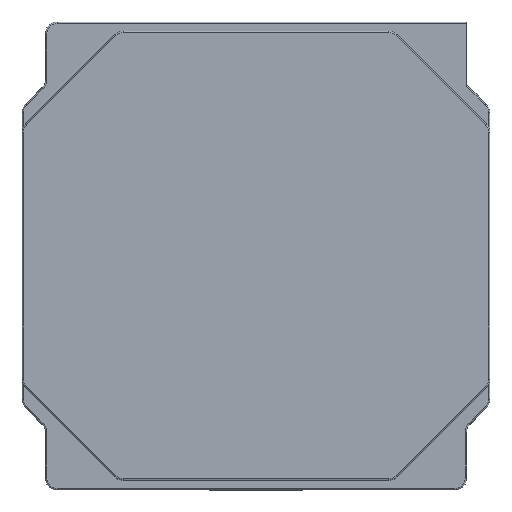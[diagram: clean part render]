
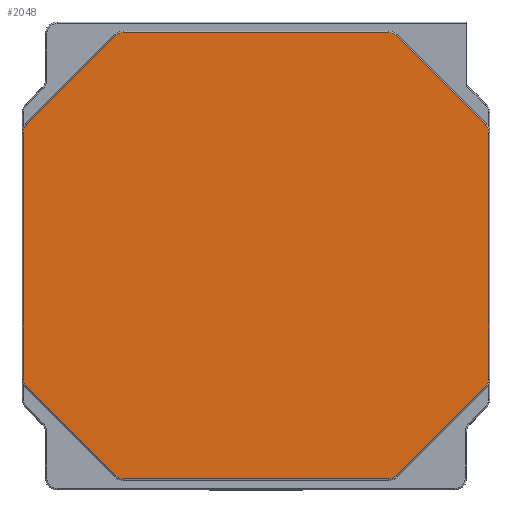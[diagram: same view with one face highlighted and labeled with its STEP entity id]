
A CAD part, top view. The second image highlights one B-rep face of the part: STEP entity #2048.
In plain terms, the highlighted planar face has unit normal (0, 0, 1).
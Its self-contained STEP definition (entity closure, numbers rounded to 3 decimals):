
#32=PLANE('',#2222);
#79=LINE('',#3089,#248);
#81=LINE('',#3101,#250);
#83=LINE('',#3113,#252);
#85=LINE('',#3125,#254);
#87=LINE('',#3137,#256);
#89=LINE('',#3149,#258);
#91=LINE('',#3161,#260);
#92=LINE('',#3169,#261);
#248=VECTOR('',#2426,10.);
#250=VECTOR('',#2440,10.);
#252=VECTOR('',#2454,10.);
#254=VECTOR('',#2468,10.);
#256=VECTOR('',#2482,10.);
#258=VECTOR('',#2496,10.);
#260=VECTOR('',#2510,10.);
#261=VECTOR('',#2521,10.);
#487=FACE_OUTER_BOUND('',#611,.T.);
#611=EDGE_LOOP('',(#1421,#1422,#1423,#1424,#1425,#1426,#1427,#1428,#1429,
#1430,#1431,#1432,#1433,#1434,#1435,#1436));
#713=CIRCLE('',#2164,0.175);
#719=CIRCLE('',#2172,0.175);
#723=CIRCLE('',#2178,0.175);
#727=CIRCLE('',#2184,0.175);
#731=CIRCLE('',#2190,0.175);
#735=CIRCLE('',#2196,0.175);
#739=CIRCLE('',#2202,0.175);
#743=CIRCLE('',#2208,0.175);
#835=VERTEX_POINT('',#3077);
#836=VERTEX_POINT('',#3079);
#838=VERTEX_POINT('',#3085);
#840=VERTEX_POINT('',#3091);
#842=VERTEX_POINT('',#3097);
#844=VERTEX_POINT('',#3103);
#846=VERTEX_POINT('',#3109);
#848=VERTEX_POINT('',#3115);
#850=VERTEX_POINT('',#3121);
#852=VERTEX_POINT('',#3127);
#854=VERTEX_POINT('',#3133);
#856=VERTEX_POINT('',#3139);
#858=VERTEX_POINT('',#3145);
#860=VERTEX_POINT('',#3151);
#862=VERTEX_POINT('',#3157);
#864=VERTEX_POINT('',#3163);
#1018=EDGE_CURVE('',#835,#836,#713,.T.);
#1023=EDGE_CURVE('',#836,#838,#79,.T.);
#1026=EDGE_CURVE('',#838,#840,#719,.T.);
#1029=EDGE_CURVE('',#840,#842,#81,.T.);
#1032=EDGE_CURVE('',#842,#844,#723,.T.);
#1035=EDGE_CURVE('',#844,#846,#83,.T.);
#1038=EDGE_CURVE('',#846,#848,#727,.T.);
#1041=EDGE_CURVE('',#848,#850,#85,.T.);
#1044=EDGE_CURVE('',#850,#852,#731,.T.);
#1047=EDGE_CURVE('',#852,#854,#87,.T.);
#1050=EDGE_CURVE('',#854,#856,#735,.T.);
#1053=EDGE_CURVE('',#856,#858,#89,.T.);
#1056=EDGE_CURVE('',#858,#860,#739,.T.);
#1059=EDGE_CURVE('',#860,#862,#91,.T.);
#1062=EDGE_CURVE('',#862,#864,#743,.T.);
#1063=EDGE_CURVE('',#864,#835,#92,.T.);
#1421=ORIENTED_EDGE('',*,*,#1018,.F.);
#1422=ORIENTED_EDGE('',*,*,#1063,.F.);
#1423=ORIENTED_EDGE('',*,*,#1062,.F.);
#1424=ORIENTED_EDGE('',*,*,#1059,.F.);
#1425=ORIENTED_EDGE('',*,*,#1056,.F.);
#1426=ORIENTED_EDGE('',*,*,#1053,.F.);
#1427=ORIENTED_EDGE('',*,*,#1050,.F.);
#1428=ORIENTED_EDGE('',*,*,#1047,.F.);
#1429=ORIENTED_EDGE('',*,*,#1044,.F.);
#1430=ORIENTED_EDGE('',*,*,#1041,.F.);
#1431=ORIENTED_EDGE('',*,*,#1038,.F.);
#1432=ORIENTED_EDGE('',*,*,#1035,.F.);
#1433=ORIENTED_EDGE('',*,*,#1032,.F.);
#1434=ORIENTED_EDGE('',*,*,#1029,.F.);
#1435=ORIENTED_EDGE('',*,*,#1026,.F.);
#1436=ORIENTED_EDGE('',*,*,#1023,.F.);
#2048=ADVANCED_FACE('',(#487),#32,.T.);
#2164=AXIS2_PLACEMENT_3D('',#3080,#2415,#2416);
#2172=AXIS2_PLACEMENT_3D('',#3095,#2433,#2434);
#2178=AXIS2_PLACEMENT_3D('',#3107,#2447,#2448);
#2184=AXIS2_PLACEMENT_3D('',#3119,#2461,#2462);
#2190=AXIS2_PLACEMENT_3D('',#3131,#2475,#2476);
#2196=AXIS2_PLACEMENT_3D('',#3143,#2489,#2490);
#2202=AXIS2_PLACEMENT_3D('',#3155,#2503,#2504);
#2208=AXIS2_PLACEMENT_3D('',#3167,#2517,#2518);
#2222=AXIS2_PLACEMENT_3D('',#3224,#2561,#2562);
#2415=DIRECTION('center_axis',(0.,0.,-1.));
#2416=DIRECTION('ref_axis',(-0.383,0.924,0.));
#2426=DIRECTION('',(1.,0.,0.));
#2433=DIRECTION('center_axis',(0.,0.,-1.));
#2434=DIRECTION('ref_axis',(0.383,0.924,0.));
#2440=DIRECTION('',(0.707,-0.707,0.));
#2447=DIRECTION('center_axis',(0.,0.,-1.));
#2448=DIRECTION('ref_axis',(0.924,0.383,0.));
#2454=DIRECTION('',(0.,-1.,0.));
#2461=DIRECTION('center_axis',(0.,0.,-1.));
#2462=DIRECTION('ref_axis',(0.924,-0.383,0.));
#2468=DIRECTION('',(-0.707,-0.707,0.));
#2475=DIRECTION('center_axis',(0.,0.,-1.));
#2476=DIRECTION('ref_axis',(0.383,-0.924,0.));
#2482=DIRECTION('',(-1.,0.,0.));
#2489=DIRECTION('center_axis',(0.,0.,-1.));
#2490=DIRECTION('ref_axis',(-0.383,-0.924,0.));
#2496=DIRECTION('',(-0.707,0.707,0.));
#2503=DIRECTION('center_axis',(0.,0.,-1.));
#2504=DIRECTION('ref_axis',(-0.924,-0.383,0.));
#2510=DIRECTION('',(0.,1.,0.));
#2517=DIRECTION('center_axis',(0.,0.,-1.));
#2518=DIRECTION('ref_axis',(-0.924,0.383,0.));
#2521=DIRECTION('',(0.707,0.707,0.));
#2561=DIRECTION('center_axis',(0.,0.,1.));
#2562=DIRECTION('ref_axis',(1.,0.,0.));
#3077=CARTESIAN_POINT('',(-2.395,3.764,3.));
#3079=CARTESIAN_POINT('',(-2.271,3.815,3.));
#3080=CARTESIAN_POINT('Origin',(-2.271,3.64,3.));
#3085=CARTESIAN_POINT('',(2.271,3.815,3.));
#3089=CARTESIAN_POINT('',(1.177,3.815,3.));
#3091=CARTESIAN_POINT('',(2.395,3.764,3.));
#3095=CARTESIAN_POINT('Origin',(2.271,3.64,3.));
#3097=CARTESIAN_POINT('',(3.924,2.235,3.));
#3101=CARTESIAN_POINT('',(3.531,2.628,3.));
#3103=CARTESIAN_POINT('',(3.975,2.111,3.));
#3107=CARTESIAN_POINT('Origin',(3.8,2.111,3.));
#3109=CARTESIAN_POINT('',(3.975,-2.111,3.));
#3113=CARTESIAN_POINT('',(3.975,-1.267,3.));
#3115=CARTESIAN_POINT('',(3.924,-2.235,3.));
#3119=CARTESIAN_POINT('Origin',(3.8,-2.111,3.));
#3121=CARTESIAN_POINT('',(2.395,-3.764,3.));
#3125=CARTESIAN_POINT('',(2.708,-3.451,3.));
#3127=CARTESIAN_POINT('',(2.271,-3.815,3.));
#3131=CARTESIAN_POINT('Origin',(2.271,-3.64,3.));
#3133=CARTESIAN_POINT('',(-2.271,-3.815,3.));
#3137=CARTESIAN_POINT('',(-1.177,-3.815,3.));
#3139=CARTESIAN_POINT('',(-2.395,-3.764,3.));
#3143=CARTESIAN_POINT('Origin',(-2.271,-3.64,3.));
#3145=CARTESIAN_POINT('',(-3.924,-2.235,3.));
#3149=CARTESIAN_POINT('',(-3.531,-2.628,3.));
#3151=CARTESIAN_POINT('',(-3.975,-2.111,3.));
#3155=CARTESIAN_POINT('Origin',(-3.8,-2.111,3.));
#3157=CARTESIAN_POINT('',(-3.975,2.111,3.));
#3161=CARTESIAN_POINT('',(-3.975,1.267,3.));
#3163=CARTESIAN_POINT('',(-3.924,2.235,3.));
#3167=CARTESIAN_POINT('Origin',(-3.8,2.111,3.));
#3169=CARTESIAN_POINT('',(-2.708,3.451,3.));
#3224=CARTESIAN_POINT('Origin',(0.,0.,3.));
